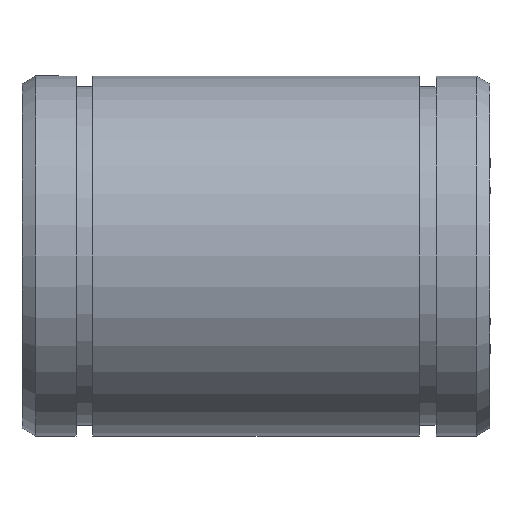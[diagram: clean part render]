
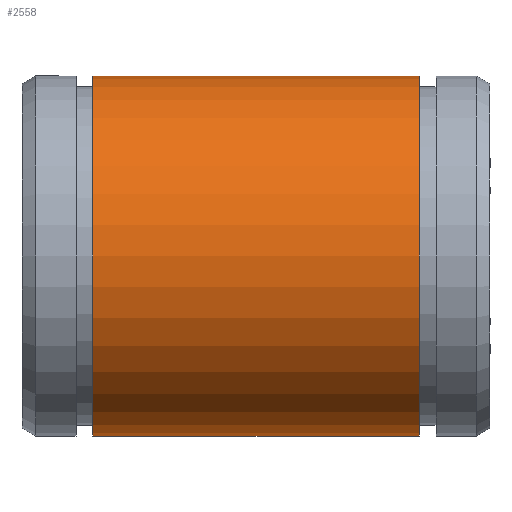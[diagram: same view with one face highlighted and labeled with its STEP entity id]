
A CAD part, left-side view. The second image highlights one B-rep face of the part: STEP entity #2558.
In plain terms, the highlighted cylindrical face has radius 15.875 mm (diameter 31.75 mm), a partial arc.
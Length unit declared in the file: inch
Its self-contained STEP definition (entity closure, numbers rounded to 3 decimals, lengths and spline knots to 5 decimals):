
#4 = ORIENTED_EDGE ( 'NONE', *, *, #1681, .T. ) ;
#25 = CYLINDRICAL_SURFACE ( 'NONE', #2810, 0.625 ) ;
#56 = CARTESIAN_POINT ( 'NONE',  ( 0., -0.567, 0.625 ) ) ;
#100 = DIRECTION ( 'NONE',  ( 0., 1., 0. ) ) ;
#209 = EDGE_CURVE ( 'NONE', #2283, #844, #222, .T. ) ;
#222 = CIRCLE ( 'NONE', #1132, 0.625 ) ;
#246 = DIRECTION ( 'NONE',  ( 0., -1., 0. ) ) ;
#332 = EDGE_LOOP ( 'NONE', ( #2705, #1481, #1405, #4 ) ) ;
#378 = CARTESIAN_POINT ( 'NONE',  ( 0., 0.567, -0.625 ) ) ;
#463 = DIRECTION ( 'NONE',  ( 0., 0., 1. ) ) ;
#480 = LINE ( 'NONE', #1001, #1827 ) ;
#570 = DIRECTION ( 'NONE',  ( 0., 0., 1. ) ) ;
#577 = CARTESIAN_POINT ( 'NONE',  ( 0., 0.567, 0. ) ) ;
#735 = DIRECTION ( 'NONE',  ( 0., 1., 0. ) ) ;
#844 = VERTEX_POINT ( 'NONE', #56 ) ;
#951 = VERTEX_POINT ( 'NONE', #2944 ) ;
#1001 = CARTESIAN_POINT ( 'NONE',  ( 0., 0., 0.625 ) ) ;
#1099 = EDGE_CURVE ( 'NONE', #2283, #2606, #1745, .T. ) ;
#1132 = AXIS2_PLACEMENT_3D ( 'NONE', #1953, #2631, #570 ) ;
#1173 = EDGE_CURVE ( 'NONE', #844, #951, #480, .T. ) ;
#1381 = AXIS2_PLACEMENT_3D ( 'NONE', #577, #246, #463 ) ;
#1405 = ORIENTED_EDGE ( 'NONE', *, *, #1173, .T. ) ;
#1408 = FACE_OUTER_BOUND ( 'NONE', #332, .T. ) ;
#1481 = ORIENTED_EDGE ( 'NONE', *, *, #209, .T. ) ;
#1681 = EDGE_CURVE ( 'NONE', #951, #2606, #2811, .T. ) ;
#1720 = DIRECTION ( 'NONE',  ( 0., 1., 0. ) ) ;
#1745 = LINE ( 'NONE', #2137, #2142 ) ;
#1827 = VECTOR ( 'NONE', #100, 39.37008 ) ;
#1953 = CARTESIAN_POINT ( 'NONE',  ( 0., -0.567, 0. ) ) ;
#2058 = CARTESIAN_POINT ( 'NONE',  ( 0., -0.567, -0.625 ) ) ;
#2137 = CARTESIAN_POINT ( 'NONE',  ( 0., 0., -0.625 ) ) ;
#2142 = VECTOR ( 'NONE', #735, 39.37008 ) ;
#2283 = VERTEX_POINT ( 'NONE', #2058 ) ;
#2416 = CARTESIAN_POINT ( 'NONE',  ( 0., 0., 0. ) ) ;
#2558 = ADVANCED_FACE ( 'NONE', ( #1408 ), #25, .T. ) ;
#2606 = VERTEX_POINT ( 'NONE', #378 ) ;
#2631 = DIRECTION ( 'NONE',  ( 0., 1., 0. ) ) ;
#2705 = ORIENTED_EDGE ( 'NONE', *, *, #1099, .F. ) ;
#2810 = AXIS2_PLACEMENT_3D ( 'NONE', #2416, #1720, #2856 ) ;
#2811 = CIRCLE ( 'NONE', #1381, 0.625 ) ;
#2856 = DIRECTION ( 'NONE',  ( 0., 0., 1. ) ) ;
#2944 = CARTESIAN_POINT ( 'NONE',  ( 0., 0.567, 0.625 ) ) ;
